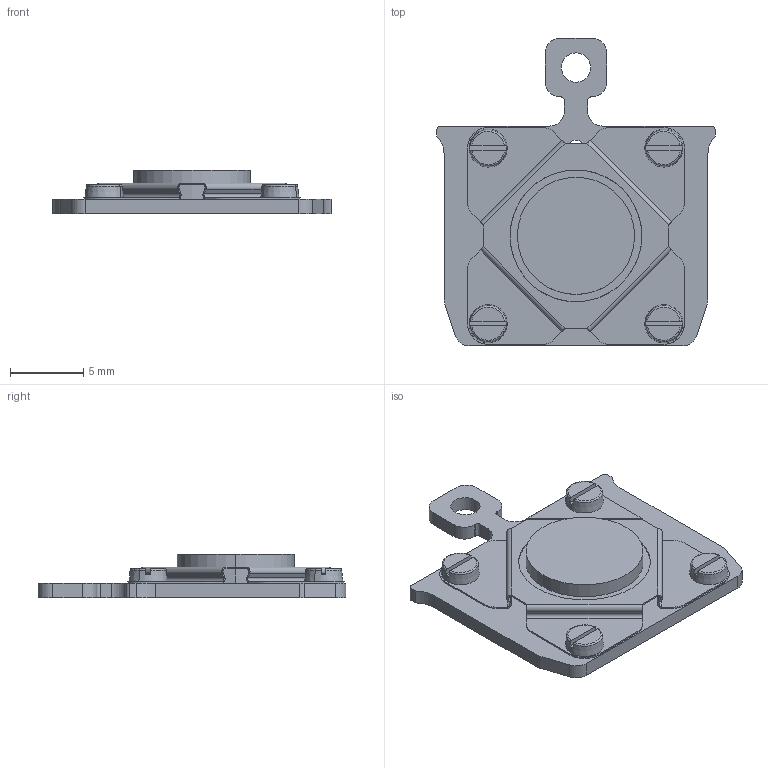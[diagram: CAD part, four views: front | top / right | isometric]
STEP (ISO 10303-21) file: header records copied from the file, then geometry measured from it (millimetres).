
FILE_DESCRIPTION(('CATIA V5 STEP Exchange'),'2;1');
FILE_NAME('SHOMTCH_AllCATPart.stp','2019-03-05T10:57:24+00:00',('none'),('none'),'CATIA Version 5 Release 20 SP 7 (IN-10)','CATIA V5 STEP AP214','none');
FILE_SCHEMA(('AUTOMOTIVE_DESIGN { 1 0 10303 214 1 1 1 1 }'));
Length unit declared in the file: millimetre
Products named in the file (1): SHOMTCH_AllCATPart
Bounding box: 19 x 21 x 3 mm (x, y, z)
Volume: 448 mm3; surface area: 1313.3 mm2
Topology: 7 solids, 7 shells, 245 faces, 580 edges, 354 vertices
Faces by surface type: plane 111, cylinder 86, cone 24, torus 24
Entity records: 6802 total; most frequent: CARTESIAN_POINT 1411, ORIENTED_EDGE 1160, DIRECTION 922, EDGE_CURVE 580, AXIS2_PLACEMENT_3D 438, VERTEX_POINT 354, VECTOR 283, LINE 283
